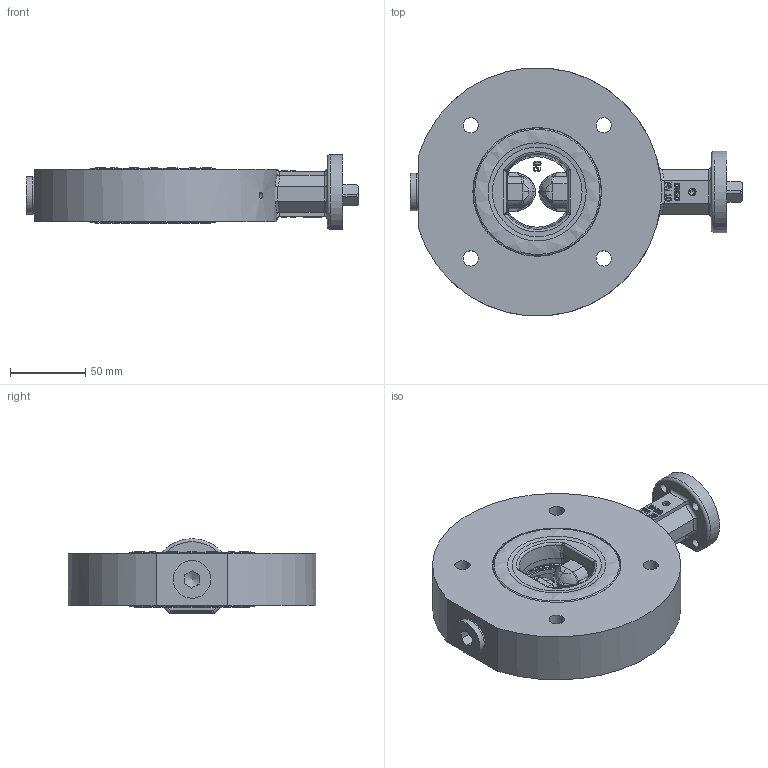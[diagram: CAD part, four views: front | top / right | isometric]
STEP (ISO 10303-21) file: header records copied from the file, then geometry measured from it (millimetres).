
FILE_DESCRIPTION((''),'2;1');
FILE_NAME('Z014-WN-DN050.stp','2009-01-14T16:06:26',('hellwig'),(''),'Autodesk Inventor 2008','Autodesk Inventor 2008','');
FILE_SCHEMA(('AUTOMOTIVE_DESIGN { 1 0 10303 214 1 1 1 1 }'));
Length unit declared in the file: millimetre
Products named in the file (1): Bauteil2
Bounding box: 220.5 x 164.6 x 49.5 mm (x, y, z)
Volume: 722430.9 mm3; surface area: 104475.5 mm2
Topology: 3 solids, 14 shells, 904 faces, 2446 edges, 1583 vertices
Faces by surface type: plane 376, bspline 329, cylinder 121, cone 42, torus 36
Full cylindrical faces by diameter (mm): 4 x1, 9 x1, 10.3 x1, 10.5 x1, 11.2 x3, 11.5 x1, 12 x6, 12.2 x3, 12.35 x3, 16.95 x3, 20.2 x1, 23.9 x1, 25 x1, 63 x1, 78.5 x1, 84.5 x1, 85.5 x1
Entity records: 36179 total; most frequent: CARTESIAN_POINT 15719, ORIENTED_EDGE 4516, DIRECTION 2981, EDGE_CURVE 2258, VERTEX_POINT 1528, EDGE_LOOP 1108, VECTOR 1087, LINE 1087
